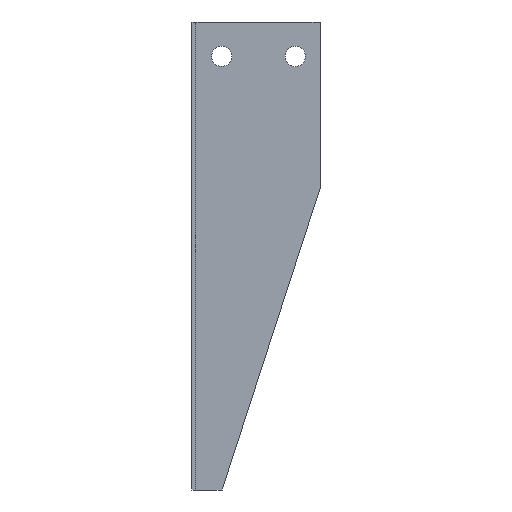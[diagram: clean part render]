
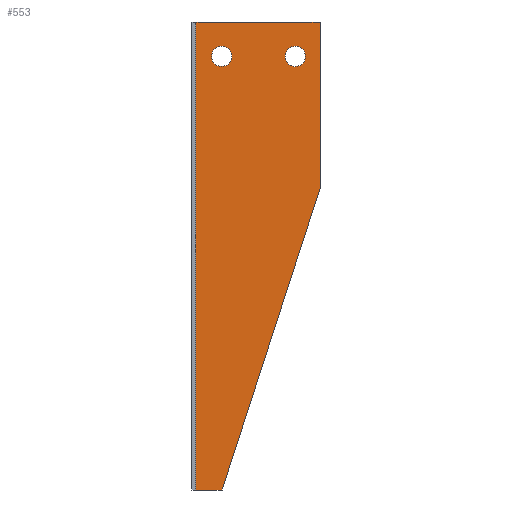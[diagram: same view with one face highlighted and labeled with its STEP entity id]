
A CAD part, front view. The second image highlights one B-rep face of the part: STEP entity #553.
In plain terms, the highlighted planar face has unit normal (0, -1, 0).
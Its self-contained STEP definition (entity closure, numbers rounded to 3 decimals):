
#25=FACE_BOUND('',#80,.T.);
#26=FACE_BOUND('',#81,.T.);
#38=CIRCLE('',#610,4.1);
#39=CIRCLE('',#611,4.1);
#49=FACE_OUTER_BOUND('',#79,.T.);
#79=EDGE_LOOP('',(#373,#374,#375,#376,#377,#378,#379));
#80=EDGE_LOOP('',(#380));
#81=EDGE_LOOP('',(#381));
#124=LINE('',#833,#183);
#125=LINE('',#835,#184);
#126=LINE('',#837,#185);
#127=LINE('',#839,#186);
#128=LINE('',#841,#187);
#129=LINE('',#843,#188);
#130=LINE('',#844,#189);
#183=VECTOR('',#675,10.);
#184=VECTOR('',#676,10.);
#185=VECTOR('',#677,10.);
#186=VECTOR('',#678,10.);
#187=VECTOR('',#679,10.);
#188=VECTOR('',#680,10.);
#189=VECTOR('',#681,10.);
#248=VERTEX_POINT('',#831);
#249=VERTEX_POINT('',#832);
#250=VERTEX_POINT('',#834);
#251=VERTEX_POINT('',#836);
#252=VERTEX_POINT('',#838);
#253=VERTEX_POINT('',#840);
#254=VERTEX_POINT('',#842);
#255=VERTEX_POINT('',#845);
#256=VERTEX_POINT('',#847);
#298=EDGE_CURVE('',#248,#249,#124,.T.);
#299=EDGE_CURVE('',#249,#250,#125,.T.);
#300=EDGE_CURVE('',#250,#251,#126,.T.);
#301=EDGE_CURVE('',#251,#252,#127,.T.);
#302=EDGE_CURVE('',#252,#253,#128,.T.);
#303=EDGE_CURVE('',#253,#254,#129,.T.);
#304=EDGE_CURVE('',#248,#254,#130,.T.);
#305=EDGE_CURVE('',#255,#255,#38,.T.);
#306=EDGE_CURVE('',#256,#256,#39,.T.);
#373=ORIENTED_EDGE('',*,*,#298,.T.);
#374=ORIENTED_EDGE('',*,*,#299,.T.);
#375=ORIENTED_EDGE('',*,*,#300,.T.);
#376=ORIENTED_EDGE('',*,*,#301,.T.);
#377=ORIENTED_EDGE('',*,*,#302,.T.);
#378=ORIENTED_EDGE('',*,*,#303,.T.);
#379=ORIENTED_EDGE('',*,*,#304,.F.);
#380=ORIENTED_EDGE('',*,*,#305,.T.);
#381=ORIENTED_EDGE('',*,*,#306,.T.);
#506=PLANE('',#609);
#553=ADVANCED_FACE('',(#49,#25,#26),#506,.F.);
#609=AXIS2_PLACEMENT_3D('',#830,#673,#674);
#610=AXIS2_PLACEMENT_3D('',#846,#682,#683);
#611=AXIS2_PLACEMENT_3D('',#848,#684,#685);
#673=DIRECTION('center_axis',(0.,1.,0.));
#674=DIRECTION('ref_axis',(0.,0.,1.));
#675=DIRECTION('',(1.,0.,0.));
#676=DIRECTION('',(0.309,0.,0.951));
#677=DIRECTION('',(0.,0.,1.));
#678=DIRECTION('',(-1.,0.,0.));
#679=DIRECTION('',(-1.,0.,0.));
#680=DIRECTION('',(0.,0.,-1.));
#681=DIRECTION('',(-1.,0.,0.));
#682=DIRECTION('center_axis',(0.,1.,0.));
#683=DIRECTION('ref_axis',(-1.,0.,0.));
#684=DIRECTION('center_axis',(0.,1.,0.));
#685=DIRECTION('ref_axis',(-1.,0.,0.));
#830=CARTESIAN_POINT('Origin',(-26.,0.,-95.));
#831=CARTESIAN_POINT('',(-49.,0.,-190.));
#832=CARTESIAN_POINT('',(-39.735,0.,-190.));
#833=CARTESIAN_POINT('',(-52.,0.,-190.));
#834=CARTESIAN_POINT('',(0.,0.,-67.71));
#835=CARTESIAN_POINT('',(-5.252,0.,-83.872));
#836=CARTESIAN_POINT('',(0.,0.,0.));
#837=CARTESIAN_POINT('',(0.,0.,-190.));
#838=CARTESIAN_POINT('',(-49.,0.,0.));
#839=CARTESIAN_POINT('',(0.,0.,0.));
#840=CARTESIAN_POINT('',(-50.5,0.,0.));
#841=CARTESIAN_POINT('',(-39.,0.,0.));
#842=CARTESIAN_POINT('',(-50.5,0.,-190.));
#843=CARTESIAN_POINT('',(-50.5,0.,-95.));
#844=CARTESIAN_POINT('',(-39.,0.,-190.));
#845=CARTESIAN_POINT('',(-35.9,0.,-14.));
#846=CARTESIAN_POINT('Origin',(-40.,0.,-14.));
#847=CARTESIAN_POINT('',(-5.9,0.,-14.));
#848=CARTESIAN_POINT('Origin',(-10.,0.,-14.));
